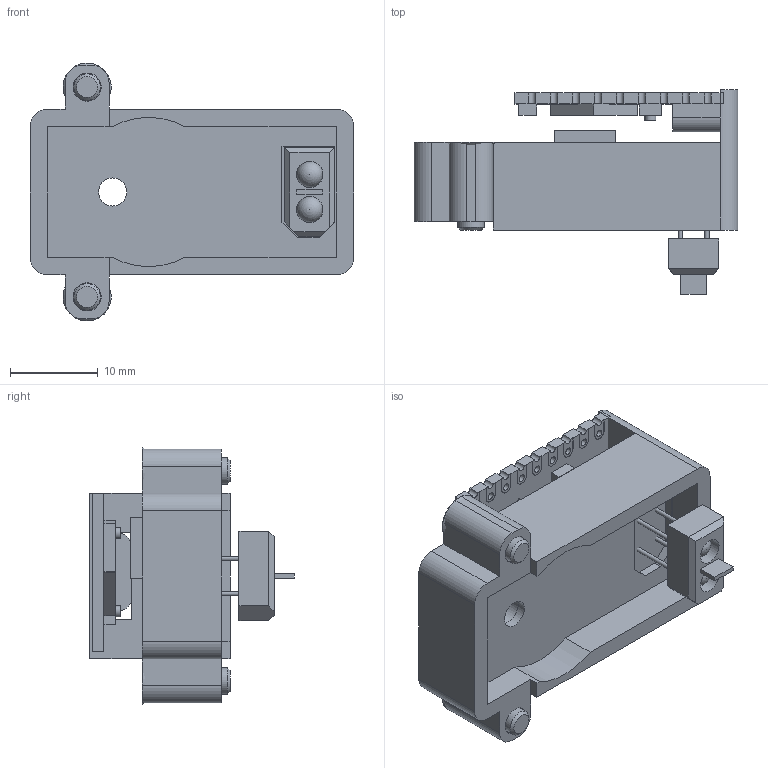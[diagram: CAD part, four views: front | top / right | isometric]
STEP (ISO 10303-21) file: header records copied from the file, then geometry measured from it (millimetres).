
FILE_DESCRIPTION(/* description */ (''),/* implementation_level */ '2;1');
FILE_NAME(/* name */ 'крепление.stp',/* time_stamp */ '2025-02-10T22:16:39+03:00',/* author */ ('Admin'),/* organization */ (''),/* preprocessor_version */ 'ST-DEVELOPER v18.1',/* originating_system */ 'Autodesk Inventor 2022',/* authorisation */ '');
FILE_SCHEMA (('AUTOMOTIVE_DESIGN { 1 0 10303 214 3 1 1 }'));
Length unit declared in the file: millimetre
Products named in the file (10): крепление; крепл. датчк.
1; ESP32S3 Super Mini; Screw GB/T 13806.1-1992 B M3 x 10; TCRT5000; TCRT5000_1; Board Geometry; pins; leds2 Geometry; pot Geometry
Assembly tree (10 placements, depth 3):
  крепление
    крепл. датчк.
1
    ESP32S3 Super Mini
    Screw GB/T 13806.1-1992 B M3 x 10  x2
    TCRT5000
      TCRT5000_1
      Board Geometry
      pins
      leds2 Geometry
      pot Geometry
Bounding box: 36.9 x 23.3 x 29.38 mm (x, y, z)
Volume: 4809.4 mm3; surface area: 7364.9 mm2
Topology: 14 solids, 14 shells, 522 faces, 1390 edges, 922 vertices
Faces by surface type: plane 346, cylinder 90, bspline 50, cone 24, torus 10, sphere 2
Full cylindrical faces by diameter (mm): 0.5 x4, 0.813 x18, 1.27 x2, 2.8 x2, 3 x6, 3.2 x4, 3.8 x1, 4 x1, 5.5 x2
Entity records: 17789 total; most frequent: CARTESIAN_POINT 4950, ORIENTED_EDGE 2612, DIRECTION 2317, EDGE_CURVE 1306, LINE 969, VECTOR 969, VERTEX_POINT 869, AXIS2_PLACEMENT_3D 674
